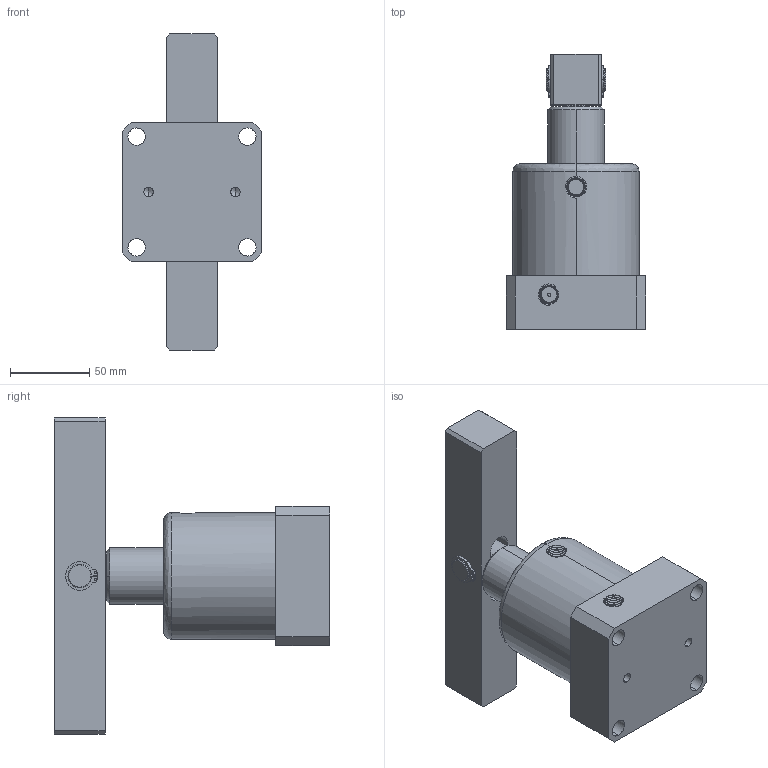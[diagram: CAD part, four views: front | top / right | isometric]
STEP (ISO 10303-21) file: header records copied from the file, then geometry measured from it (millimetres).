
FILE_DESCRIPTION (( 'STEP AP203' ), '1' );
FILE_NAME ('chs-63d_asm.STEP', '2019-05-06T02:03:04', ( '' ), ( '' ), 'SwSTEP 2.0', 'SolidWorks 2017', '' );
FILE_SCHEMA (( 'CONFIG_CONTROL_DESIGN' ));
Length unit declared in the file: millimetre
Products named in the file (6): CHS-63D活塞杆; 傻种; 縐銅; CHS-63-03; chs-63d_asm; CHS-63D-01_4
Assembly tree (6 placements, depth 2):
  chs-63d_asm
    CHS-63-03
    CHS-63D-01_4
    CHS-63D活塞杆
    傻种
    縐銅  x2
Bounding box: 88 x 174 x 200 mm (x, y, z)
Volume: 736755 mm3; surface area: 123634.3 mm2
Topology: 7 solids, 7 shells, 214 faces, 639 edges, 445 vertices
Faces by surface type: cylinder 82, cone 61, plane 54, bspline 17
Entity records: 16870 total; most frequent: CARTESIAN_POINT 11456, ORIENTED_EDGE 1146, DIRECTION 766, EDGE_CURVE 573, VERTEX_POINT 405, AXIS2_PLACEMENT_3D 293, B_SPLINE_CURVE_WITH_KNOTS 278, EDGE_LOOP 224
